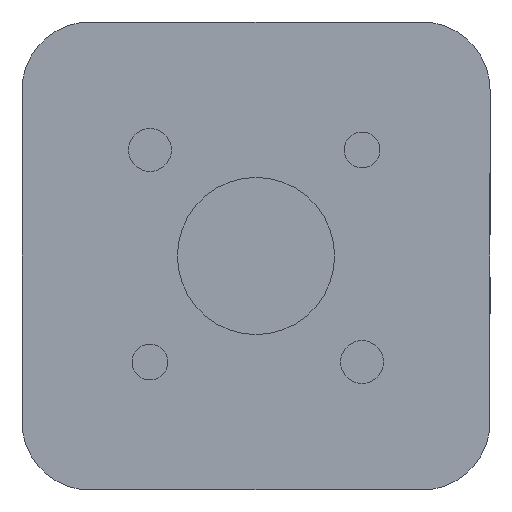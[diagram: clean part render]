
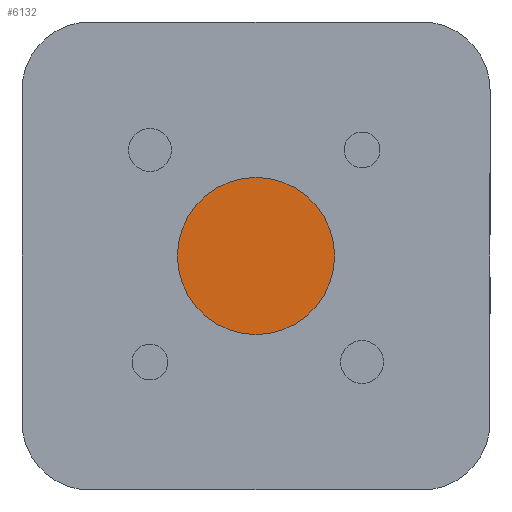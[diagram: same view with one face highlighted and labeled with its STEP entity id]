
A CAD part, left-side view. The second image highlights one B-rep face of the part: STEP entity #6132.
In plain terms, the highlighted planar face has unit normal (-1, 0, 0).
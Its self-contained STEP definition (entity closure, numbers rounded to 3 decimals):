
#646 = PLANE ( 'NONE',  #10514 ) ;
#1782 = FACE_OUTER_BOUND ( 'NONE', #8878, .T. ) ;
#2437 = CARTESIAN_POINT ( 'NONE',  ( -19.821, 11., 0. ) ) ;
#2446 = DIRECTION ( 'NONE',  ( 1., 0., 0. ) ) ;
#2447 = DIRECTION ( 'NONE',  ( 0., 0., -1. ) ) ;
#3417 = CARTESIAN_POINT ( 'NONE',  ( -19.821, 0., 0. ) ) ;
#3424 = DIRECTION ( 'NONE',  ( -1., 0., 0. ) ) ;
#3425 = DIRECTION ( 'NONE',  ( 0., 0., 1. ) ) ;
#3681 = CIRCLE ( 'NONE', #10678, 11. ) ;
#3747 = CIRCLE ( 'NONE', #10700, 11. ) ;
#4410 = CARTESIAN_POINT ( 'NONE',  ( -19.821, 0., 0. ) ) ;
#4420 = DIRECTION ( 'NONE',  ( -1., 0., 0. ) ) ;
#4421 = DIRECTION ( 'NONE',  ( 0., 0., 1. ) ) ;
#5012 = CARTESIAN_POINT ( 'NONE',  ( -19.821, 0., -11. ) ) ;
#5013 = CARTESIAN_POINT ( 'NONE',  ( -19.821, 0., 11. ) ) ;
#6132 = ADVANCED_FACE ( 'NONE', ( #1782 ), #646, .F. ) ;
#6625 = EDGE_CURVE ( 'NONE', #7407, #7406, #3681, .T. ) ;
#6668 = EDGE_CURVE ( 'NONE', #7406, #7407, #3747, .T. ) ;
#7406 = VERTEX_POINT ( 'NONE', #5012 ) ;
#7407 = VERTEX_POINT ( 'NONE', #5013 ) ;
#8697 = ORIENTED_EDGE ( 'NONE', *, *, #6625, .T. ) ;
#8698 = ORIENTED_EDGE ( 'NONE', *, *, #6668, .T. ) ;
#8878 = EDGE_LOOP ( 'NONE', ( #8697, #8698 ) ) ;
#10514 = AXIS2_PLACEMENT_3D ( 'NONE', #2437, #2446, #2447 ) ;
#10678 = AXIS2_PLACEMENT_3D ( 'NONE', #3417, #3424, #3425 ) ;
#10700 = AXIS2_PLACEMENT_3D ( 'NONE', #4410, #4420, #4421 ) ;
